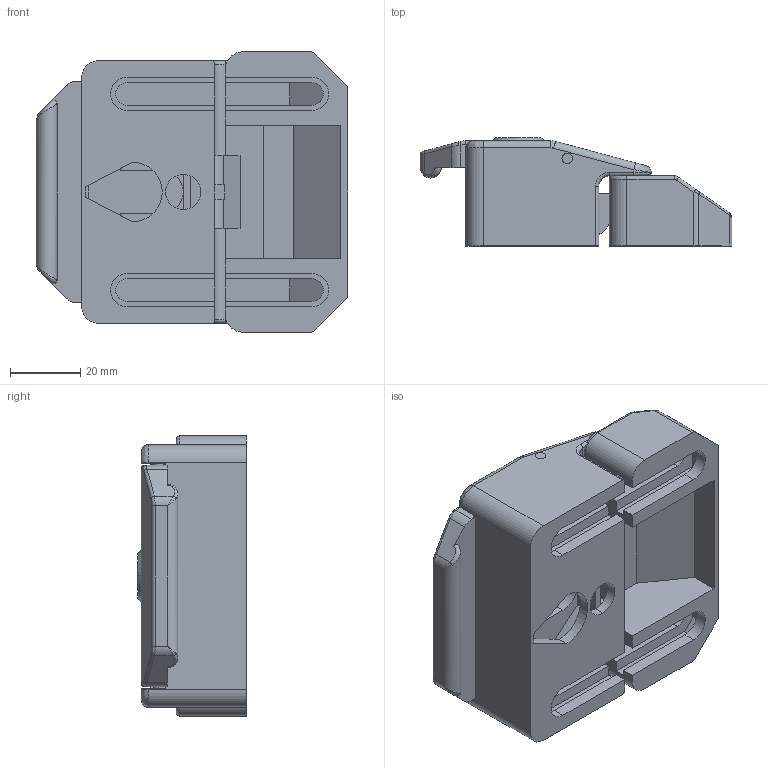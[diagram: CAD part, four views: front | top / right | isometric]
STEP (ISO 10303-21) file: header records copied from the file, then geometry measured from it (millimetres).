
FILE_DESCRIPTION (( 'STEP AP214' ), '1' );
FILE_NAME ('7330020', '2019-01-30T09:12:29', ( '' ), ('JUGARD+KÜNSTNER GmbH'), 'SwSTEP 2.0', 'SolidWorks 2017', '' );
FILE_SCHEMA (( 'AUTOMOTIVE_DESIGN' ));
Length unit declared in the file: millimetre
Products named in the file (7): 7330020; Part6; Part3; Part5; Part4; 0957101_7 101; Part1
Assembly tree (7 placements, depth 3):
  7330020
    0957101_7 101
      Part6
      Part3
      Part5  x2
      Part4
    Part1
Bounding box: 89 x 31 x 80 mm (x, y, z)
Volume: 97562.4 mm3; surface area: 42875.4 mm2
Topology: 6 solids, 6 shells, 320 faces, 826 edges, 520 vertices
Faces by surface type: plane 164, cylinder 104, bspline 50, cone 2
Entity records: 11056 total; most frequent: CARTESIAN_POINT 3312, ORIENTED_EDGE 1632, DIRECTION 1486, EDGE_CURVE 816, LINE 536, VECTOR 536, VERTEX_POINT 516, AXIS2_PLACEMENT_3D 475
